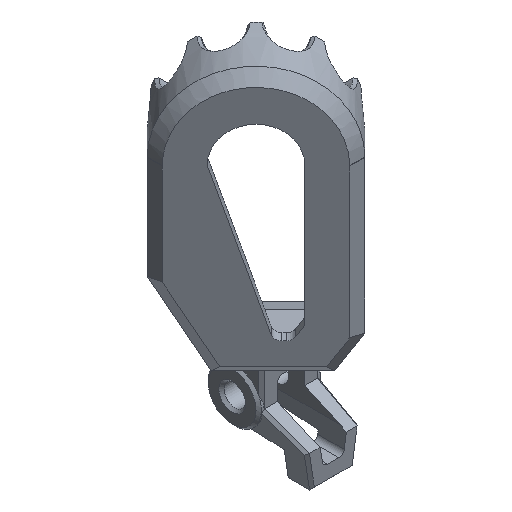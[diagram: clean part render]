
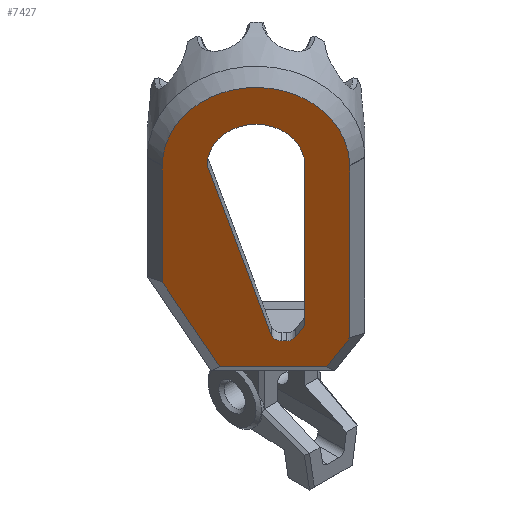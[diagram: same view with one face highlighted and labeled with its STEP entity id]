
A CAD part, isometric view. The second image highlights one B-rep face of the part: STEP entity #7427.
In plain terms, the highlighted planar face has unit normal (-0.707, -0.707, 0.035).
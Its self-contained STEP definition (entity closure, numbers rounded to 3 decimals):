
#76=CIRCLE('',#7686,13.);
#78=CIRCLE('',#7690,3.);
#79=CIRCLE('',#7693,3.);
#92=FACE_BOUND('',#1200,.T.);
#779=FACE_OUTER_BOUND('',#1199,.T.);
#1199=EDGE_LOOP('',(#6831,#6832,#6833,#6834,#6835,#6836,#6837,#6838));
#1200=EDGE_LOOP('',(#6839,#6840,#6841,#6842,#6843,#6844,#6845));
#1606=LINE('',#17158,#2056);
#1610=LINE('',#17166,#2060);
#1614=LINE('',#17177,#2064);
#1617=LINE('',#17185,#2067);
#1639=LINE('',#17310,#2089);
#1642=LINE('',#17315,#2092);
#1643=LINE('',#17318,#2093);
#1645=LINE('',#17322,#2095);
#1647=LINE('',#17326,#2097);
#2056=VECTOR('',#8607,10.);
#2060=VECTOR('',#8613,10.);
#2064=VECTOR('',#8625,10.);
#2067=VECTOR('',#8634,10.);
#2089=VECTOR('',#8730,10.);
#2092=VECTOR('',#8735,10.);
#2093=VECTOR('',#8738,10.);
#2095=VECTOR('',#8742,10.);
#2097=VECTOR('',#8746,10.);
#2694=B_SPLINE_CURVE_WITH_KNOTS('',3,(#17371,#17372,#17373,#17374,#17375,
#17376,#17377,#17378,#17379,#17380),.UNSPECIFIED.,.F.,.F.,(4,1,1,1,1,1,
1,4),(-4.708,-4.26,-3.813,-3.365,
-2.918,-2.47,-2.023,-1.576),
 .UNSPECIFIED.);
#2695=B_SPLINE_CURVE_WITH_KNOTS('',3,(#17398,#17399,#17400,#17401),
 .UNSPECIFIED.,.F.,.F.,(4,4),(-1.576,-1.571),
 .UNSPECIFIED.);
#2696=B_SPLINE_CURVE_WITH_KNOTS('',3,(#17418,#17419,#17420,#17421),
 .UNSPECIFIED.,.F.,.F.,(4,4),(1.571,1.576),
 .UNSPECIFIED.);
#3397=VERTEX_POINT('',#17156);
#3398=VERTEX_POINT('',#17157);
#3401=VERTEX_POINT('',#17165);
#3403=VERTEX_POINT('',#17171);
#3404=VERTEX_POINT('',#17176);
#3405=VERTEX_POINT('',#17180);
#3406=VERTEX_POINT('',#17184);
#3421=VERTEX_POINT('',#17307);
#3422=VERTEX_POINT('',#17309);
#3423=VERTEX_POINT('',#17313);
#3424=VERTEX_POINT('',#17317);
#3425=VERTEX_POINT('',#17321);
#3426=VERTEX_POINT('',#17325);
#3427=VERTEX_POINT('',#17368);
#3428=VERTEX_POINT('',#17370);
#4503=EDGE_CURVE('',#3397,#3398,#1606,.T.);
#4507=EDGE_CURVE('',#3398,#3401,#1610,.T.);
#4510=EDGE_CURVE('',#3401,#3403,#76,.T.);
#4513=EDGE_CURVE('',#3403,#3404,#1614,.T.);
#4515=EDGE_CURVE('',#3404,#3405,#78,.T.);
#4517=EDGE_CURVE('',#3405,#3406,#1617,.T.);
#4520=EDGE_CURVE('',#3406,#3397,#79,.T.);
#4553=EDGE_CURVE('',#3422,#3421,#1639,.T.);
#4556=EDGE_CURVE('',#3421,#3423,#1642,.T.);
#4557=EDGE_CURVE('',#3423,#3424,#1643,.T.);
#4559=EDGE_CURVE('',#3424,#3425,#1645,.T.);
#4561=EDGE_CURVE('',#3425,#3426,#1647,.T.);
#4564=EDGE_CURVE('',#3428,#3427,#2694,.T.);
#4566=EDGE_CURVE('',#3427,#3422,#2695,.T.);
#4567=EDGE_CURVE('',#3426,#3428,#2696,.T.);
#6831=ORIENTED_EDGE('',*,*,#4564,.T.);
#6832=ORIENTED_EDGE('',*,*,#4566,.T.);
#6833=ORIENTED_EDGE('',*,*,#4553,.T.);
#6834=ORIENTED_EDGE('',*,*,#4556,.T.);
#6835=ORIENTED_EDGE('',*,*,#4557,.T.);
#6836=ORIENTED_EDGE('',*,*,#4559,.T.);
#6837=ORIENTED_EDGE('',*,*,#4561,.T.);
#6838=ORIENTED_EDGE('',*,*,#4567,.T.);
#6839=ORIENTED_EDGE('',*,*,#4513,.F.);
#6840=ORIENTED_EDGE('',*,*,#4510,.F.);
#6841=ORIENTED_EDGE('',*,*,#4507,.F.);
#6842=ORIENTED_EDGE('',*,*,#4503,.F.);
#6843=ORIENTED_EDGE('',*,*,#4520,.F.);
#6844=ORIENTED_EDGE('',*,*,#4517,.F.);
#6845=ORIENTED_EDGE('',*,*,#4515,.F.);
#7004=PLANE('',#7733);
#7427=ADVANCED_FACE('',(#779,#92),#7004,.T.);
#7686=AXIS2_PLACEMENT_3D('',#17172,#8618,#8619);
#7690=AXIS2_PLACEMENT_3D('',#17181,#8629,#8630);
#7693=AXIS2_PLACEMENT_3D('',#17190,#8639,#8640);
#7733=AXIS2_PLACEMENT_3D('',#17422,#8750,#8751);
#8607=DIRECTION('',(0.413,-0.372,0.832));
#8613=DIRECTION('',(0.025,0.025,0.999));
#8618=DIRECTION('center_axis',(-0.707,-0.707,0.035));
#8619=DIRECTION('ref_axis',(0.707,-0.707,0.));
#8625=DIRECTION('',(0.189,-0.236,-0.953));
#8629=DIRECTION('center_axis',(-0.707,-0.707,0.035));
#8630=DIRECTION('ref_axis',(-0.682,0.667,-0.301));
#8634=DIRECTION('',(0.707,-0.707,0.));
#8639=DIRECTION('center_axis',(-0.707,-0.707,0.035));
#8640=DIRECTION('ref_axis',(-0.025,-0.025,-0.999));
#8730=DIRECTION('',(-0.025,-0.025,-0.999));
#8735=DIRECTION('',(0.327,-0.37,-0.87));
#8738=DIRECTION('',(0.707,-0.707,0.));
#8742=DIRECTION('',(0.413,-0.372,0.832));
#8746=DIRECTION('',(0.025,0.025,0.999));
#8750=DIRECTION('center_axis',(-0.707,-0.707,0.035));
#8751=DIRECTION('ref_axis',(0.049,0.,0.999));
#17156=CARTESIAN_POINT('',(-8.019,-18.069,26.615));
#17157=CARTESIAN_POINT('',(-6.279,-19.636,30.124));
#17158=CARTESIAN_POINT('',(-2.376,-23.151,37.991));
#17165=CARTESIAN_POINT('',(-5.016,-18.373,81.279));
#17166=CARTESIAN_POINT('',(-5.26,-18.617,71.39));
#17171=CARTESIAN_POINT('',(-23.4,0.012,81.279));
#17172=CARTESIAN_POINT('Origin',(-14.208,-9.18,81.279));
#17176=CARTESIAN_POINT('',(-12.698,-13.353,27.375));
#17177=CARTESIAN_POINT('',(-15.893,-9.363,43.469));
#17180=CARTESIAN_POINT('',(-10.726,-15.428,25.279));
#17181=CARTESIAN_POINT('Origin',(-10.652,-15.354,28.277));
#17184=CARTESIAN_POINT('',(-9.818,-16.336,25.279));
#17185=CARTESIAN_POINT('',(-12.704,-13.45,25.279));
#17190=CARTESIAN_POINT('Origin',(-9.744,-16.262,28.277));
#17307=CARTESIAN_POINT('',(-32.805,7.578,44.053));
#17309=CARTESIAN_POINT('',(-31.893,8.49,81.));
#17310=CARTESIAN_POINT('',(-32.591,7.792,52.735));
#17313=CARTESIAN_POINT('',(-22.632,-3.931,16.998));
#17315=CARTESIAN_POINT('',(-27.95,2.085,31.141));
#17317=CARTESIAN_POINT('',(-2.46,-24.103,16.998));
#17318=CARTESIAN_POINT('',(-8.371,-18.192,16.998));
#17321=CARTESIAN_POINT('',(2.11,-28.218,26.21));
#17322=CARTESIAN_POINT('',(5.733,-31.48,33.512));
#17325=CARTESIAN_POINT('',(3.463,-26.865,81.));
#17326=CARTESIAN_POINT('',(3.233,-27.094,71.712));
#17368=CARTESIAN_POINT('',(-31.889,8.493,81.12));
#17370=CARTESIAN_POINT('',(3.465,-26.862,81.12));
#17371=CARTESIAN_POINT('Ctrl Pts',(3.465,-26.862,81.12));
#17372=CARTESIAN_POINT('Ctrl Pts',(3.545,-26.757,84.85));
#17373=CARTESIAN_POINT('Ctrl Pts',(2.504,-25.348,92.297));
#17374=CARTESIAN_POINT('Ctrl Pts',(-2.348,-20.054,
101.248));
#17375=CARTESIAN_POINT('Ctrl Pts',(-9.538,-12.619,106.206));
#17376=CARTESIAN_POINT('Ctrl Pts',(-17.647,-4.51,
106.21));
#17377=CARTESIAN_POINT('Ctrl Pts',(-25.08,2.678,101.244));
#17378=CARTESIAN_POINT('Ctrl Pts',(-30.377,7.533,92.299));
#17379=CARTESIAN_POINT('Ctrl Pts',(-31.785,8.573,84.85));
#17380=CARTESIAN_POINT('Ctrl Pts',(-31.889,8.493,81.12));
#17398=CARTESIAN_POINT('Ctrl Pts',(-31.889,8.493,81.12));
#17399=CARTESIAN_POINT('Ctrl Pts',(-31.891,8.492,81.08));
#17400=CARTESIAN_POINT('Ctrl Pts',(-31.892,8.491,81.04));
#17401=CARTESIAN_POINT('Ctrl Pts',(-31.893,8.49,81.));
#17418=CARTESIAN_POINT('Ctrl Pts',(3.463,-26.865,81.));
#17419=CARTESIAN_POINT('Ctrl Pts',(3.464,-26.864,81.04));
#17420=CARTESIAN_POINT('Ctrl Pts',(3.465,-26.863,81.08));
#17421=CARTESIAN_POINT('Ctrl Pts',(3.465,-26.862,81.12));
#17422=CARTESIAN_POINT('Origin',(-14.696,-9.669,61.5));
